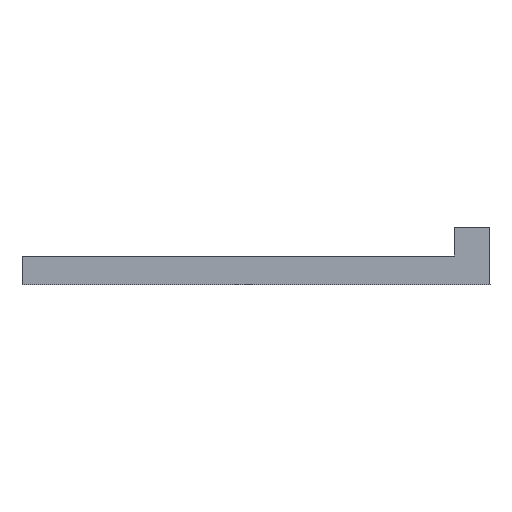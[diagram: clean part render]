
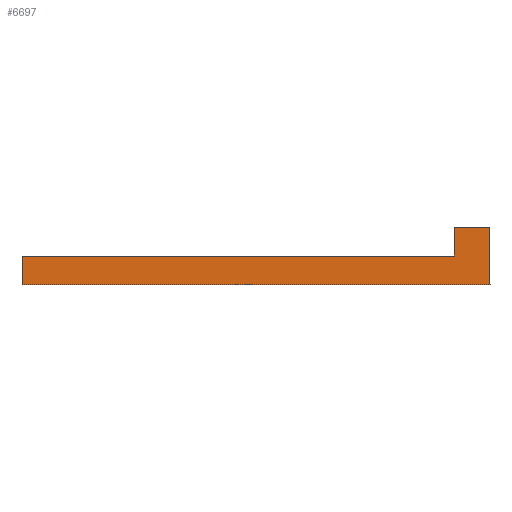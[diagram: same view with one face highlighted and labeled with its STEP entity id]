
A CAD part, front view. The second image highlights one B-rep face of the part: STEP entity #6697.
In plain terms, the highlighted planar face has unit normal (0, -1, 0).
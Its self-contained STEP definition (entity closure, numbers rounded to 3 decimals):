
#194=CARTESIAN_POINT('',(-420.,1206.5,480.));
#195=VERTEX_POINT('',#194);
#210=CARTESIAN_POINT('',(-355.011,1206.5,480.));
#211=VERTEX_POINT('',#210);
#218=CARTESIAN_POINT('',(-420.,1206.5,480.));
#219=DIRECTION('',(1.,0.,-0.));
#220=VECTOR('',#219,64.989);
#221=LINE('',#218,#220);
#222=EDGE_CURVE('',#195,#211,#221,.T.);
#1911=CARTESIAN_POINT('',(-360.,1206.5,484.));
#1912=VERTEX_POINT('',#1911);
#1927=CARTESIAN_POINT('',(-420.,1206.5,484.));
#1928=VERTEX_POINT('',#1927);
#1935=CARTESIAN_POINT('',(-360.,1206.5,484.));
#1936=DIRECTION('',(-1.,-0.,0.));
#1937=VECTOR('',#1936,60.);
#1938=LINE('',#1935,#1937);
#1939=EDGE_CURVE('',#1912,#1928,#1938,.T.);
#6660=CARTESIAN_POINT('',(-357.505,1206.5,488.));
#6661=DIRECTION('',(0.,-1.,0.));
#6662=DIRECTION('',(1.,0.,0.));
#6663=AXIS2_PLACEMENT_3D('',#6660,#6661,#6662);
#6664=PLANE('',#6663);
#6665=ORIENTED_EDGE('',*,*,#222,.T.);
#6666=CARTESIAN_POINT('',(-355.011,1206.5,488.));
#6667=VERTEX_POINT('',#6666);
#6668=CARTESIAN_POINT('',(-355.011,1206.5,488.));
#6669=DIRECTION('',(-0.,-0.,-1.));
#6670=VECTOR('',#6669,8.);
#6671=LINE('',#6668,#6670);
#6672=EDGE_CURVE('',#6667,#211,#6671,.T.);
#6673=ORIENTED_EDGE('',*,*,#6672,.F.);
#6674=CARTESIAN_POINT('',(-360.,1206.5,488.));
#6675=VERTEX_POINT('',#6674);
#6676=CARTESIAN_POINT('',(-360.,1206.5,488.));
#6677=DIRECTION('',(1.,0.,-0.));
#6678=VECTOR('',#6677,4.989);
#6679=LINE('',#6676,#6678);
#6680=EDGE_CURVE('',#6675,#6667,#6679,.T.);
#6681=ORIENTED_EDGE('',*,*,#6680,.F.);
#6682=CARTESIAN_POINT('',(-360.,1206.5,488.));
#6683=DIRECTION('',(-0.,-0.,-1.));
#6684=VECTOR('',#6683,4.);
#6685=LINE('',#6682,#6684);
#6686=EDGE_CURVE('',#6675,#1912,#6685,.T.);
#6687=ORIENTED_EDGE('',*,*,#6686,.T.);
#6688=ORIENTED_EDGE('',*,*,#1939,.T.);
#6689=CARTESIAN_POINT('',(-420.,1206.5,484.));
#6690=DIRECTION('',(-0.,-0.,-1.));
#6691=VECTOR('',#6690,4.);
#6692=LINE('',#6689,#6691);
#6693=EDGE_CURVE('',#1928,#195,#6692,.T.);
#6694=ORIENTED_EDGE('',*,*,#6693,.T.);
#6695=EDGE_LOOP('',(#6665,#6673,#6681,#6687,#6688,#6694));
#6696=FACE_BOUND('',#6695,.T.);
#6697=ADVANCED_FACE('Corpo 272 (1)',(#6696),#6664,.T.);
